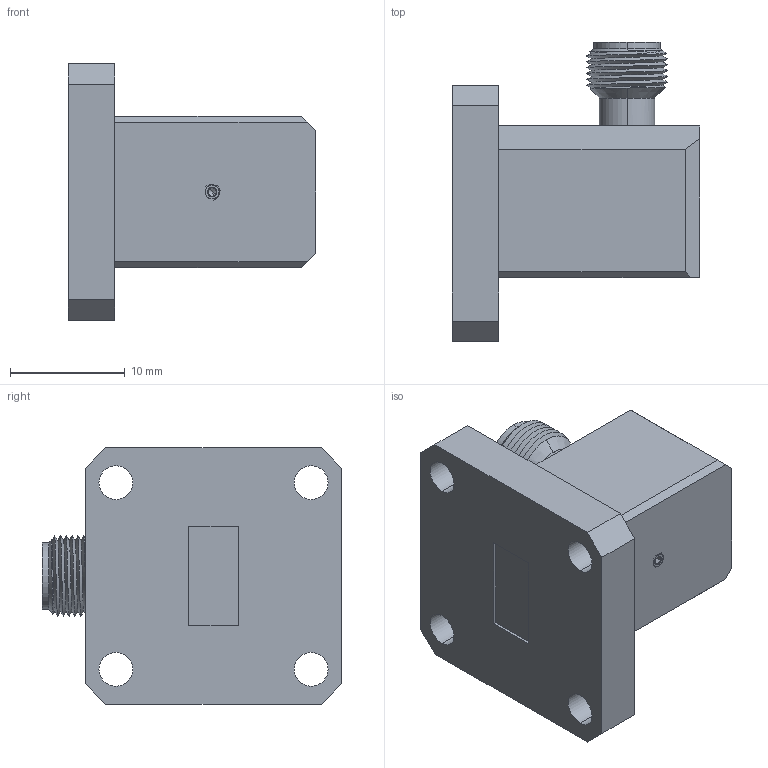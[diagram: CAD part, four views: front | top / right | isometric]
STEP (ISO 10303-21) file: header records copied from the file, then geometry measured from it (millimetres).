
FILE_DESCRIPTION (( 'STEP AP203' ), '1' );
FILE_NAME ('SWC-342F-R1.STEP', '2018-10-31T16:50:50', ( '' ), ( '' ), 'SwSTEP 2.0', 'SolidWorks 2016', '' );
FILE_SCHEMA (( 'CONFIG_CONTROL_DESIGN' ));
Length unit declared in the file: inch
Products named in the file (1): SWC-342F-R1
Bounding box: 21.59 x 26.11 x 22.35 mm (x, y, z)
Volume: 4947.9 mm3; surface area: 2897.9 mm2
Topology: 4 solids, 5 shells, 280 faces, 678 edges, 407 vertices
Faces by surface type: cone 114, cylinder 99, plane 62, bspline 5
Entity records: 10150 total; most frequent: CARTESIAN_POINT 3908, ORIENTED_EDGE 1332, DIRECTION 1192, EDGE_CURVE 666, AXIS2_PLACEMENT_3D 452, VERTEX_POINT 407, EDGE_LOOP 301, VECTOR 288
